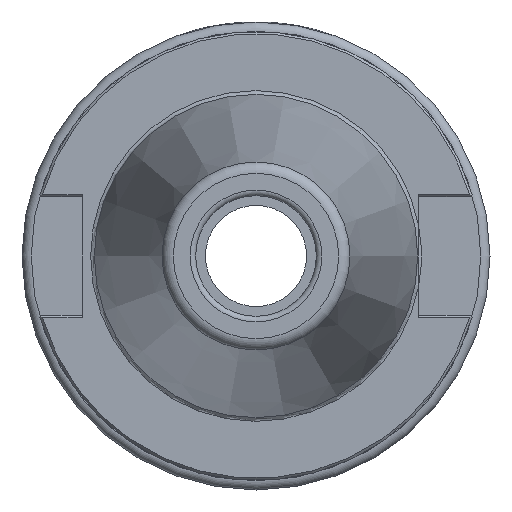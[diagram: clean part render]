
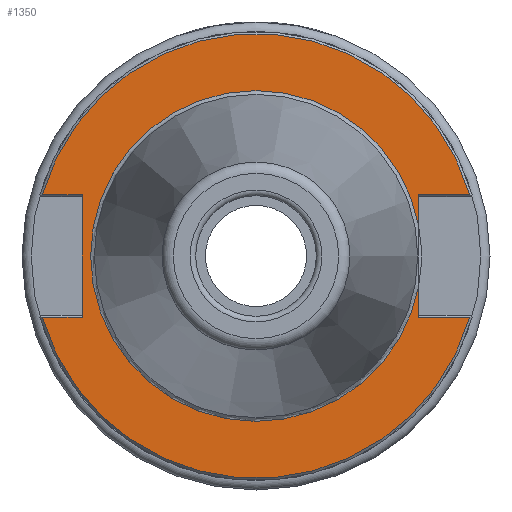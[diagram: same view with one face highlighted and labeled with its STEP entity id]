
A CAD part, left-side view. The second image highlights one B-rep face of the part: STEP entity #1350.
In plain terms, the highlighted planar face has unit normal (-1, 0, 0).
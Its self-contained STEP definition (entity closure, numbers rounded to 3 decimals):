
#104=LINE('',#2303,#183);
#107=LINE('',#2362,#186);
#108=LINE('',#2368,#187);
#109=LINE('',#2370,#188);
#110=LINE('',#2374,#189);
#111=LINE('',#2376,#190);
#112=LINE('',#2377,#191);
#183=VECTOR('',#1671,10.);
#186=VECTOR('',#1690,10.);
#187=VECTOR('',#1695,10.);
#188=VECTOR('',#1696,10.);
#189=VECTOR('',#1699,10.);
#190=VECTOR('',#1700,10.);
#191=VECTOR('',#1701,10.);
#301=FACE_OUTER_BOUND('',#381,.T.);
#381=EDGE_LOOP('',(#991,#992,#993,#994,#995,#996,#997,#998,#999,#1000,#1001));
#464=CIRCLE('',#1456,48.249);
#466=CIRCLE('',#1459,35.899);
#467=CIRCLE('',#1460,35.899);
#468=CIRCLE('',#1461,48.249);
#584=VERTEX_POINT('',#2300);
#585=VERTEX_POINT('',#2302);
#593=VERTEX_POINT('',#2349);
#596=VERTEX_POINT('',#2361);
#597=VERTEX_POINT('',#2363);
#598=VERTEX_POINT('',#2365);
#599=VERTEX_POINT('',#2367);
#600=VERTEX_POINT('',#2369);
#601=VERTEX_POINT('',#2371);
#602=VERTEX_POINT('',#2373);
#603=VERTEX_POINT('',#2375);
#737=EDGE_CURVE('',#584,#585,#104,.T.);
#749=EDGE_CURVE('',#585,#593,#464,.T.);
#753=EDGE_CURVE('',#584,#596,#107,.T.);
#754=EDGE_CURVE('',#596,#597,#466,.T.);
#755=EDGE_CURVE('',#597,#598,#467,.T.);
#756=EDGE_CURVE('',#598,#599,#108,.T.);
#757=EDGE_CURVE('',#600,#599,#109,.T.);
#758=EDGE_CURVE('',#601,#600,#468,.T.);
#759=EDGE_CURVE('',#602,#601,#110,.T.);
#760=EDGE_CURVE('',#602,#603,#111,.T.);
#761=EDGE_CURVE('',#593,#603,#112,.T.);
#991=ORIENTED_EDGE('',*,*,#737,.F.);
#992=ORIENTED_EDGE('',*,*,#753,.T.);
#993=ORIENTED_EDGE('',*,*,#754,.T.);
#994=ORIENTED_EDGE('',*,*,#755,.T.);
#995=ORIENTED_EDGE('',*,*,#756,.T.);
#996=ORIENTED_EDGE('',*,*,#757,.F.);
#997=ORIENTED_EDGE('',*,*,#758,.F.);
#998=ORIENTED_EDGE('',*,*,#759,.F.);
#999=ORIENTED_EDGE('',*,*,#760,.T.);
#1000=ORIENTED_EDGE('',*,*,#761,.F.);
#1001=ORIENTED_EDGE('',*,*,#749,.F.);
#1307=PLANE('',#1458);
#1350=ADVANCED_FACE('',(#301),#1307,.T.);
#1456=AXIS2_PLACEMENT_3D('',#2350,#1684,#1685);
#1458=AXIS2_PLACEMENT_3D('',#2360,#1688,#1689);
#1459=AXIS2_PLACEMENT_3D('',#2364,#1691,#1692);
#1460=AXIS2_PLACEMENT_3D('',#2366,#1693,#1694);
#1461=AXIS2_PLACEMENT_3D('',#2372,#1697,#1698);
#1671=DIRECTION('',(0.,-1.,0.));
#1684=DIRECTION('center_axis',(1.,0.,0.));
#1685=DIRECTION('ref_axis',(0.,0.,-1.));
#1688=DIRECTION('center_axis',(-1.,0.,0.));
#1689=DIRECTION('ref_axis',(0.,0.,1.));
#1690=DIRECTION('',(0.,0.,1.));
#1691=DIRECTION('center_axis',(1.,0.,0.));
#1692=DIRECTION('ref_axis',(0.,0.,-1.));
#1693=DIRECTION('center_axis',(1.,0.,0.));
#1694=DIRECTION('ref_axis',(0.,0.,-1.));
#1695=DIRECTION('',(0.,0.,1.));
#1696=DIRECTION('',(0.,1.,0.));
#1697=DIRECTION('center_axis',(1.,0.,0.));
#1698=DIRECTION('ref_axis',(0.,0.,-1.));
#1699=DIRECTION('',(0.,1.,0.));
#1700=DIRECTION('',(0.,0.,-1.));
#1701=DIRECTION('',(0.,-1.,0.));
#2300=CARTESIAN_POINT('',(3.175,-35.3,-13.325));
#2302=CARTESIAN_POINT('',(3.175,-46.373,-13.325));
#2303=CARTESIAN_POINT('',(3.175,-13.707,-13.325));
#2349=CARTESIAN_POINT('',(3.175,46.373,-13.325));
#2350=CARTESIAN_POINT('Origin',(3.175,0.,0.));
#2360=CARTESIAN_POINT('Origin',(3.175,48.249,0.));
#2361=CARTESIAN_POINT('',(3.175,-35.3,-6.533));
#2362=CARTESIAN_POINT('',(3.175,-35.3,-6.413));
#2363=CARTESIAN_POINT('',(3.175,0.,35.899));
#2364=CARTESIAN_POINT('Origin',(3.175,0.,0.));
#2365=CARTESIAN_POINT('',(3.175,-35.3,6.533));
#2366=CARTESIAN_POINT('Origin',(3.175,0.,0.));
#2367=CARTESIAN_POINT('',(3.175,-35.3,13.325));
#2368=CARTESIAN_POINT('',(3.175,-35.3,-6.413));
#2369=CARTESIAN_POINT('',(3.175,-46.373,13.325));
#2370=CARTESIAN_POINT('',(3.175,6.475,13.325));
#2371=CARTESIAN_POINT('',(3.175,46.373,13.325));
#2372=CARTESIAN_POINT('Origin',(3.175,0.,0.));
#2373=CARTESIAN_POINT('',(3.175,37.7,13.325));
#2374=CARTESIAN_POINT('',(3.175,61.395,13.325));
#2375=CARTESIAN_POINT('',(3.175,37.7,-13.325));
#2376=CARTESIAN_POINT('',(3.175,37.7,6.413));
#2377=CARTESIAN_POINT('',(3.175,42.975,-13.325));
